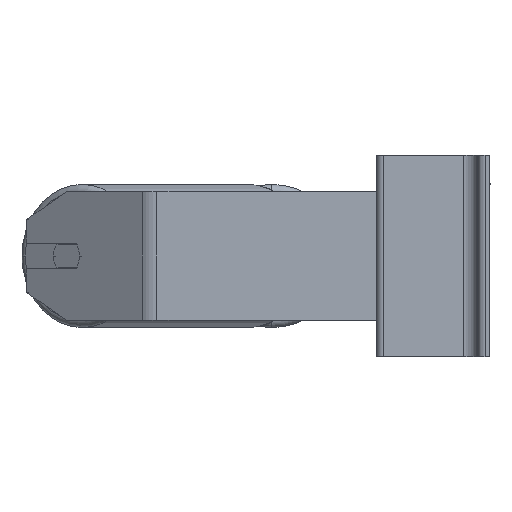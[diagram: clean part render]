
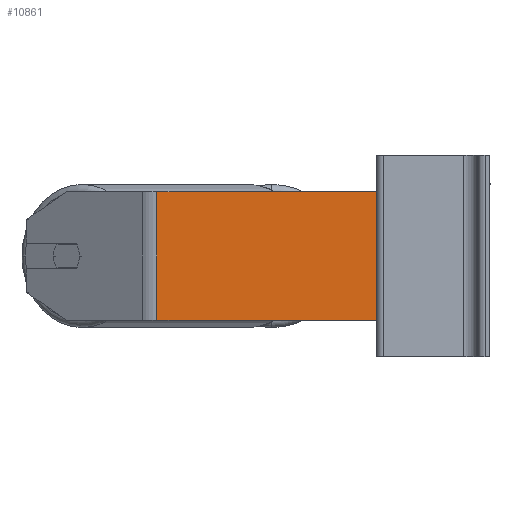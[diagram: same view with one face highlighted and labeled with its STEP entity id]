
A CAD part, left-side view. The second image highlights one B-rep face of the part: STEP entity #10861.
In plain terms, the highlighted planar face has unit normal (-1, 0, 0).
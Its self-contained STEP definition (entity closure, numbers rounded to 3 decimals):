
#61 = VECTOR ( 'NONE', #1233, 1000. ) ;
#276 = VERTEX_POINT ( 'NONE', #5914 ) ;
#286 = LINE ( 'NONE', #10539, #61 ) ;
#691 = EDGE_CURVE ( 'NONE', #1199, #5737, #765, .T. ) ;
#753 = VECTOR ( 'NONE', #5688, 1000. ) ;
#765 = LINE ( 'NONE', #2321, #753 ) ;
#766 = VERTEX_POINT ( 'NONE', #10289 ) ;
#1199 = VERTEX_POINT ( 'NONE', #4191 ) ;
#1233 = DIRECTION ( 'NONE',  ( 0., 0., -1. ) ) ;
#1382 = EDGE_CURVE ( 'NONE', #766, #276, #286, .T. ) ;
#1507 = ORIENTED_EDGE ( 'NONE', *, *, #6052, .F. ) ;
#2321 = CARTESIAN_POINT ( 'NONE',  ( -338., 18., 40. ) ) ;
#2422 = DIRECTION ( 'NONE',  ( 0., 1., 0. ) ) ;
#2586 = FACE_OUTER_BOUND ( 'NONE', #6596, .T. ) ;
#3426 = ORIENTED_EDGE ( 'NONE', *, *, #9848, .T. ) ;
#4191 = CARTESIAN_POINT ( 'NONE',  ( -338., 18., 40. ) ) ;
#4515 = ORIENTED_EDGE ( 'NONE', *, *, #691, .F. ) ;
#4748 = LINE ( 'NONE', #10518, #8444 ) ;
#5687 = DIRECTION ( 'NONE',  ( 0., -1., 0. ) ) ;
#5688 = DIRECTION ( 'NONE',  ( 0., 0., -1. ) ) ;
#5737 = VERTEX_POINT ( 'NONE', #7369 ) ;
#5869 = AXIS2_PLACEMENT_3D ( 'NONE', #9139, #7561, #2422 ) ;
#5914 = CARTESIAN_POINT ( 'NONE',  ( -338., 154.352, -40. ) ) ;
#6052 = EDGE_CURVE ( 'NONE', #766, #1199, #4748, .T. ) ;
#6596 = EDGE_LOOP ( 'NONE', ( #3426, #4515, #1507, #6893 ) ) ;
#6893 = ORIENTED_EDGE ( 'NONE', *, *, #1382, .T. ) ;
#7369 = CARTESIAN_POINT ( 'NONE',  ( -338., 18., -40. ) ) ;
#7561 = DIRECTION ( 'NONE',  ( 1., 0., 0. ) ) ;
#7622 = VECTOR ( 'NONE', #5687, 1000. ) ;
#8052 = DIRECTION ( 'NONE',  ( 0., -1., 0. ) ) ;
#8444 = VECTOR ( 'NONE', #8052, 1000. ) ;
#9082 = PLANE ( 'NONE',  #5869 ) ;
#9139 = CARTESIAN_POINT ( 'NONE',  ( -338., 159.397, 40. ) ) ;
#9638 = LINE ( 'NONE', #9970, #7622 ) ;
#9848 = EDGE_CURVE ( 'NONE', #276, #5737, #9638, .T. ) ;
#9970 = CARTESIAN_POINT ( 'NONE',  ( -338., 159.397, -40. ) ) ;
#10289 = CARTESIAN_POINT ( 'NONE',  ( -338., 154.352, 40. ) ) ;
#10518 = CARTESIAN_POINT ( 'NONE',  ( -338., 159.397, 40. ) ) ;
#10539 = CARTESIAN_POINT ( 'NONE',  ( -338., 154.352, 40. ) ) ;
#10861 = ADVANCED_FACE ( 'NONE', ( #2586 ), #9082, .F. ) ;
